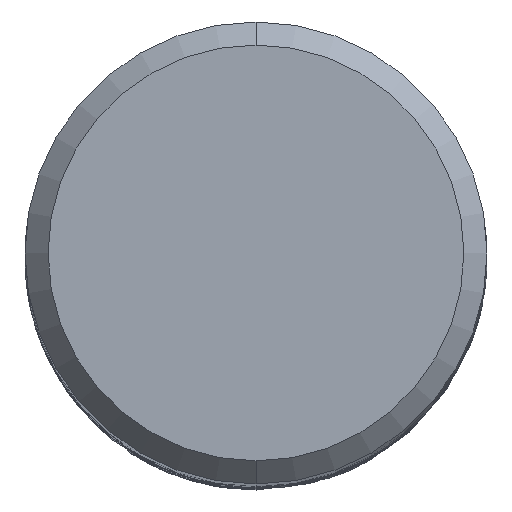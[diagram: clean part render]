
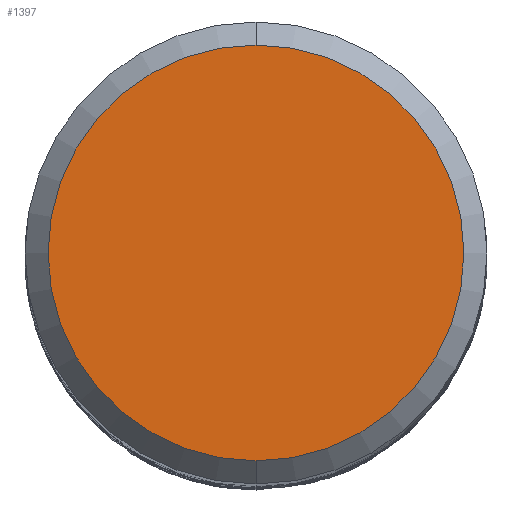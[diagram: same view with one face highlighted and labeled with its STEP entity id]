
A CAD part, top view. The second image highlights one B-rep face of the part: STEP entity #1397.
In plain terms, the highlighted planar face has unit normal (0, 0, 1).
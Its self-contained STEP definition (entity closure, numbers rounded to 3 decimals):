
#1397=ADVANCED_FACE('',(#3879),#3880,.T.);
#1445=VERTEX_POINT('',#3933);
#2525=VERTEX_POINT('',#5095);
#2673=EDGE_CURVE('',#2525,#1445,#5257,.T.);
#2879=EDGE_CURVE('',#1445,#2525,#5479,.T.);
#3879=FACE_OUTER_BOUND('',#8891,.T.);
#3880=PLANE('',#8892);
#3933=CARTESIAN_POINT('',(0.,-7.2,0.0));
#5095=CARTESIAN_POINT('',(0.0,7.2,0.0));
#5257=CIRCLE('',#26605,7.2);
#5479=CIRCLE('',#29159,7.2);
#8891=EDGE_LOOP('',(#41244,#41245));
#8892=AXIS2_PLACEMENT_3D('',#41246,#41247,#41248);
#26605=AXIS2_PLACEMENT_3D('',#42568,#42569,#42570);
#29159=AXIS2_PLACEMENT_3D('',#42799,#42800,#42801);
#41244=ORIENTED_EDGE('',*,*,#2673,.F.);
#41245=ORIENTED_EDGE('',*,*,#2879,.F.);
#41246=CARTESIAN_POINT('',(0.0,3.6,0.0));
#41247=DIRECTION('',(-0.0,0.0,1.0));
#41248=DIRECTION('',(0.0,-1.0,0.0));
#42568=CARTESIAN_POINT('',(0.0,0.0,0.0));
#42569=DIRECTION('',(0.0,0.0,-1.0));
#42570=DIRECTION('',(0.0,1.0,0.0));
#42799=CARTESIAN_POINT('',(0.0,0.0,0.0));
#42800=DIRECTION('',(0.0,0.0,-1.0));
#42801=DIRECTION('',(0.0,1.0,0.0));
